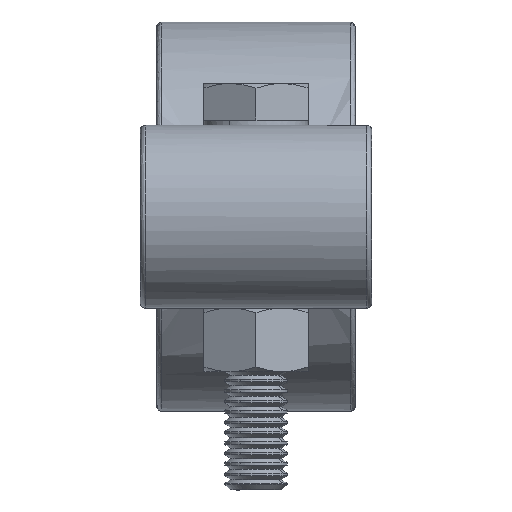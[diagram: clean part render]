
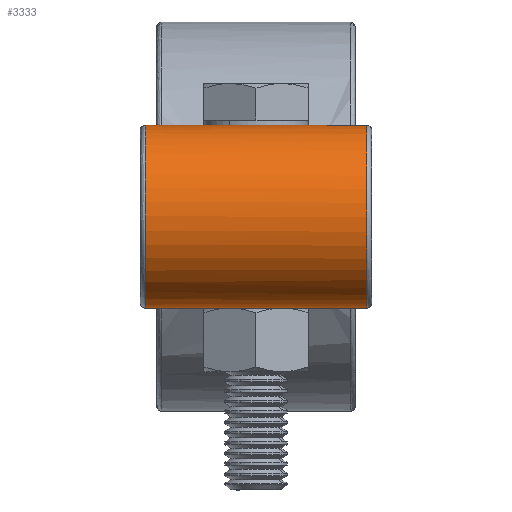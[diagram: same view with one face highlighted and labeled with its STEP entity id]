
A CAD part, left-side view. The second image highlights one B-rep face of the part: STEP entity #3333.
In plain terms, the highlighted free-form (B-spline) face has degree [1, 3] with [2, 4] control points.
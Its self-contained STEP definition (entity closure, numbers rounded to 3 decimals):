
#20 = CARTESIAN_POINT ( 'NONE',  ( -65.7, 10.61, -8.77 ) ) ;
#165 = CARTESIAN_POINT ( 'NONE',  ( -83.24, 10.61, -8.77 ) ) ;
#1123 = CARTESIAN_POINT ( 'NONE',  ( -65.7, -10.61, -8.77 ) ) ;
#1163 = VERTEX_POINT ( 'NONE', #20 ) ;
#1179 = CARTESIAN_POINT ( 'NONE',  ( -65.7, 10.61, -8.77 ) ) ;
#2235 = CARTESIAN_POINT ( 'NONE',  ( -65.7, -10.61, 8.77 ) ) ;
#2285 = CARTESIAN_POINT ( 'NONE',  ( -65.7, 10.61, 8.77 ) ) ;
#2291 = CARTESIAN_POINT ( 'NONE',  ( -65.7, -10.61, 8.77 ) ) ;
#2527 = CARTESIAN_POINT ( 'NONE',  ( -65.7, -10.61, 8.77 ) ) ;
#2595 = EDGE_CURVE ( 'NONE', #12672, #2862, #14015, .T. ) ;
#2862 = VERTEX_POINT ( 'NONE', #7500 ) ;
#3333 = ADVANCED_FACE ( 'NONE', ( #16973 ), #6055, .F. ) ;
#3837 = CARTESIAN_POINT ( 'NONE',  ( -83.24, -10.61, -8.77 ) ) ;
#3948 = ORIENTED_EDGE ( 'NONE', *, *, #11216, .F. ) ;
#4206 = CARTESIAN_POINT ( 'NONE',  ( -83.24, 10.61, 8.77 ) ) ;
#6055 =( BOUNDED_SURFACE ( )  B_SPLINE_SURFACE ( 1, 3, ( 
 ( #8762, #15298, #6303, #1179 ),
 ( #2527, #8935, #3837, #1123 ) ),
 .UNSPECIFIED., .F., .F., .F. ) 
 B_SPLINE_SURFACE_WITH_KNOTS ( ( 2, 2 ),
 ( 4, 4 ),
 ( 0., 1. ),
 ( 0., 1. ),
 .UNSPECIFIED. ) 
 GEOMETRIC_REPRESENTATION_ITEM ( )  RATIONAL_B_SPLINE_SURFACE ( (
 ( 1., 0.333, 0.333, 1.),
 ( 1., 0.333, 0.333, 1.) ) ) 
 REPRESENTATION_ITEM ( '' )  SURFACE ( )  );
#6272 = VERTEX_POINT ( 'NONE', #7472 ) ;
#6303 = CARTESIAN_POINT ( 'NONE',  ( -83.24, 10.61, -8.77 ) ) ;
#6944 = CARTESIAN_POINT ( 'NONE',  ( -65.7, 10.61, -8.77 ) ) ;
#7329 = CARTESIAN_POINT ( 'NONE',  ( -65.7, 10.61, -8.77 ) ) ;
#7370 = ORIENTED_EDGE ( 'NONE', *, *, #14703, .T. ) ;
#7472 = CARTESIAN_POINT ( 'NONE',  ( -65.7, -10.61, -8.77 ) ) ;
#7500 = CARTESIAN_POINT ( 'NONE',  ( -65.7, -10.61, 8.77 ) ) ;
#7793 =( BOUNDED_CURVE ( )  B_SPLINE_CURVE ( 3, ( #6944, #165, #4206, #13268 ),
 .UNSPECIFIED., .F., .F. ) 
 B_SPLINE_CURVE_WITH_KNOTS ( ( 4, 4 ),
 ( 0., 3.142 ),
 .UNSPECIFIED. ) 
 CURVE ( )  GEOMETRIC_REPRESENTATION_ITEM ( )  RATIONAL_B_SPLINE_CURVE ( ( 0.957, 0.319, 0.319, 0.957 ) ) 
 REPRESENTATION_ITEM ( '' )  );
#8762 = CARTESIAN_POINT ( 'NONE',  ( -65.7, 10.61, 8.77 ) ) ;
#8935 = CARTESIAN_POINT ( 'NONE',  ( -83.24, -10.61, 8.77 ) ) ;
#9030 = EDGE_LOOP ( 'NONE', ( #3948, #7370, #9880, #15769 ) ) ;
#9177 = B_SPLINE_CURVE_WITH_KNOTS ( 'NONE', 1,
 ( #7329, #12526 ),
 .UNSPECIFIED., .F., .F.,
 ( 2, 2 ),
 ( -1., 0. ),
 .UNSPECIFIED. ) ;
#9880 = ORIENTED_EDGE ( 'NONE', *, *, #13718, .F. ) ;
#11216 = EDGE_CURVE ( 'NONE', #1163, #12672, #7793, .T. ) ;
#11486 = CARTESIAN_POINT ( 'NONE',  ( -65.7, -10.61, -8.77 ) ) ;
#12025 =( BOUNDED_CURVE ( )  B_SPLINE_CURVE ( 3, ( #2291, #14055, #15343, #11486 ),
 .UNSPECIFIED., .F., .F. ) 
 B_SPLINE_CURVE_WITH_KNOTS ( ( 4, 4 ),
 ( 0., 3.142 ),
 .UNSPECIFIED. ) 
 CURVE ( )  GEOMETRIC_REPRESENTATION_ITEM ( )  RATIONAL_B_SPLINE_CURVE ( ( 0.957, 0.319, 0.319, 0.957 ) ) 
 REPRESENTATION_ITEM ( '' )  );
#12526 = CARTESIAN_POINT ( 'NONE',  ( -65.7, -10.61, -8.77 ) ) ;
#12672 = VERTEX_POINT ( 'NONE', #2285 ) ;
#13268 = CARTESIAN_POINT ( 'NONE',  ( -65.7, 10.61, 8.77 ) ) ;
#13718 = EDGE_CURVE ( 'NONE', #2862, #6272, #12025, .T. ) ;
#14015 = B_SPLINE_CURVE_WITH_KNOTS ( 'NONE', 1,
 ( #15178, #2235 ),
 .UNSPECIFIED., .F., .F.,
 ( 2, 2 ),
 ( 0., 1. ),
 .UNSPECIFIED. ) ;
#14055 = CARTESIAN_POINT ( 'NONE',  ( -83.24, -10.61, 8.77 ) ) ;
#14703 = EDGE_CURVE ( 'NONE', #1163, #6272, #9177, .T. ) ;
#15178 = CARTESIAN_POINT ( 'NONE',  ( -65.7, 10.61, 8.77 ) ) ;
#15298 = CARTESIAN_POINT ( 'NONE',  ( -83.24, 10.61, 8.77 ) ) ;
#15343 = CARTESIAN_POINT ( 'NONE',  ( -83.24, -10.61, -8.77 ) ) ;
#15769 = ORIENTED_EDGE ( 'NONE', *, *, #2595, .F. ) ;
#16973 = FACE_OUTER_BOUND ( 'NONE', #9030, .T. ) ;
